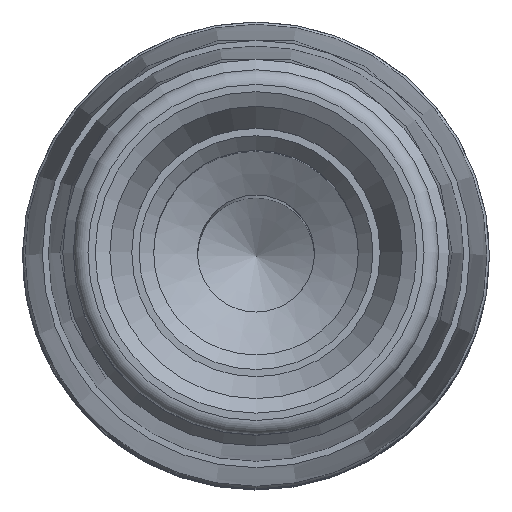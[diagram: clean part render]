
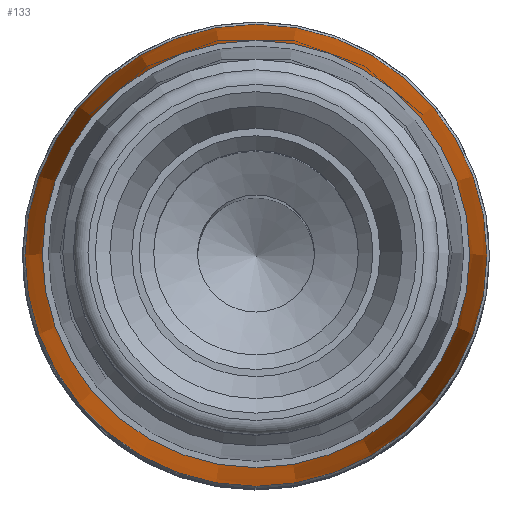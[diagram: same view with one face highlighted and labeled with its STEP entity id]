
A CAD part, top view. The second image highlights one B-rep face of the part: STEP entity #133.
In plain terms, the highlighted conical face has half-angle 1.488 degrees and reference radius 14.621 mm.
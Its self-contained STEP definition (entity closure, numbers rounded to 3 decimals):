
#78=CONICAL_SURFACE('',#958,14.621,1.488);
#133=ADVANCED_FACE('',(#353,#354),#78,.T.);
#353=FACE_BOUND('',#497,.T.);
#354=FACE_BOUND('',#498,.T.);
#497=EDGE_LOOP('',(#639));
#498=EDGE_LOOP('',(#640));
#639=ORIENTED_EDGE('',*,*,#816,.T.);
#640=ORIENTED_EDGE('',*,*,#817,.F.);
#743=VERTEX_POINT('',#1911);
#744=VERTEX_POINT('',#1913);
#816=EDGE_CURVE('',#743,#743,#883,.T.);
#817=EDGE_CURVE('',#744,#744,#884,.T.);
#883=CIRCLE('',#956,15.802);
#884=CIRCLE('',#957,14.621);
#956=AXIS2_PLACEMENT_3D('',#1910,#1140,#1141);
#957=AXIS2_PLACEMENT_3D('',#1912,#1142,#1143);
#958=AXIS2_PLACEMENT_3D('',#1914,#1144,#1145);
#1140=DIRECTION('',(0.,0.,1.));
#1141=DIRECTION('',(1.,0.,0.));
#1142=DIRECTION('',(0.,0.,1.));
#1143=DIRECTION('',(1.,0.,0.));
#1144=DIRECTION('',(0.,0.,-1.));
#1145=DIRECTION('',(-1.,0.,0.));
#1910=CARTESIAN_POINT('',(0.,0.,-6.5));
#1911=CARTESIAN_POINT('',(15.802,0.,-6.5));
#1912=CARTESIAN_POINT('',(0.,0.,39.));
#1913=CARTESIAN_POINT('',(14.621,0.,39.));
#1914=CARTESIAN_POINT('',(0.,0.,39.));
